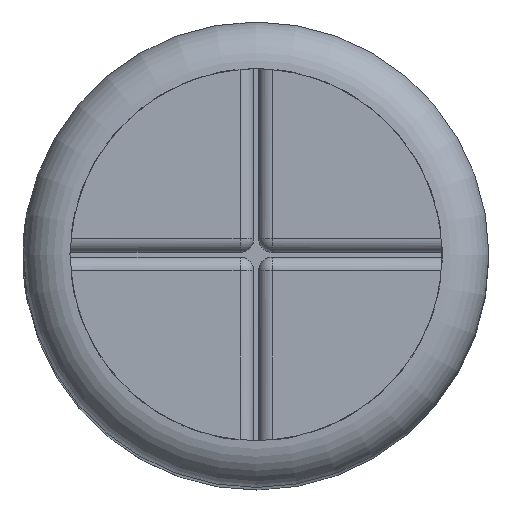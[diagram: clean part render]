
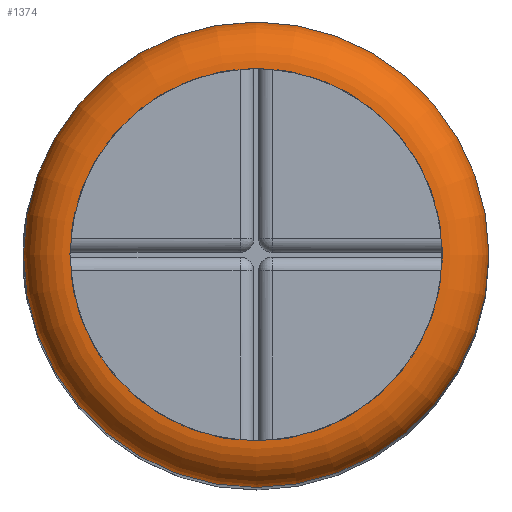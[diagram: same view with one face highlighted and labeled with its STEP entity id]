
A CAD part, top view. The second image highlights one B-rep face of the part: STEP entity #1374.
In plain terms, the highlighted toroidal (fillet/blend) face has major radius 4 mm and minor radius 1 mm.
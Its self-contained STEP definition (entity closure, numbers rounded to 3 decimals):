
#25=TOROIDAL_SURFACE('',#1531,4.,1.);
#420=FACE_OUTER_BOUND('',#498,.T.);
#498=EDGE_LOOP('',(#1291,#1292,#1293,#1294));
#526=CIRCLE('',#1446,4.);
#561=CIRCLE('',#1519,5.);
#568=CIRCLE('',#1532,1.);
#614=VERTEX_POINT('',#2134);
#695=VERTEX_POINT('',#2660);
#770=EDGE_CURVE('',#614,#614,#526,.T.);
#885=EDGE_CURVE('',#695,#695,#561,.T.);
#896=EDGE_CURVE('',#614,#695,#568,.T.);
#1291=ORIENTED_EDGE('',*,*,#770,.T.);
#1292=ORIENTED_EDGE('',*,*,#896,.T.);
#1293=ORIENTED_EDGE('',*,*,#885,.T.);
#1294=ORIENTED_EDGE('',*,*,#896,.F.);
#1374=ADVANCED_FACE('',(#420),#25,.T.);
#1446=AXIS2_PLACEMENT_3D('',#2135,#1687,#1688);
#1519=AXIS2_PLACEMENT_3D('',#2661,#1877,#1878);
#1531=AXIS2_PLACEMENT_3D('',#2678,#1905,#1906);
#1532=AXIS2_PLACEMENT_3D('',#2679,#1907,#1908);
#1687=DIRECTION('center_axis',(0.,0.,-1.));
#1688=DIRECTION('ref_axis',(1.,0.,0.));
#1877=DIRECTION('center_axis',(0.,0.,1.));
#1878=DIRECTION('ref_axis',(1.,0.,0.));
#1905=DIRECTION('center_axis',(0.,0.,1.));
#1906=DIRECTION('ref_axis',(1.,0.,0.));
#1907=DIRECTION('center_axis',(0.,-1.,0.));
#1908=DIRECTION('ref_axis',(-1.,0.,0.));
#2134=CARTESIAN_POINT('',(-4.,0.,33.));
#2135=CARTESIAN_POINT('Origin',(0.,0.,33.));
#2660=CARTESIAN_POINT('',(-5.,0.,32.));
#2661=CARTESIAN_POINT('Origin',(0.,0.,32.));
#2678=CARTESIAN_POINT('Origin',(0.,0.,32.));
#2679=CARTESIAN_POINT('Origin',(-4.,0.,32.));
